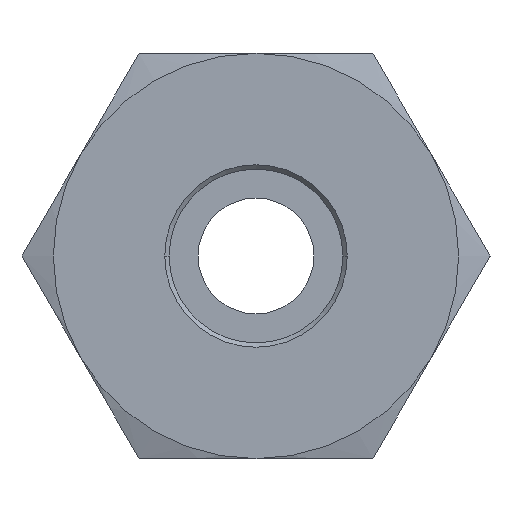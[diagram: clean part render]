
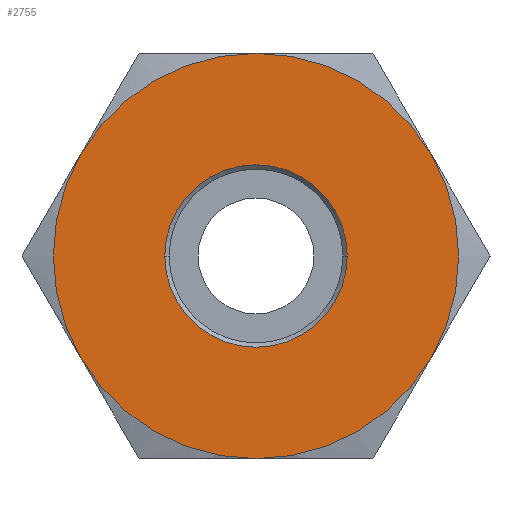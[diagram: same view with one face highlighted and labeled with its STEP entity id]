
A CAD part, left-side view. The second image highlights one B-rep face of the part: STEP entity #2755.
In plain terms, the highlighted planar face has unit normal (-1, 0, 0).
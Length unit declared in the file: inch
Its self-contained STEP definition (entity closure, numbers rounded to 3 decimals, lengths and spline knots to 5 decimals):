
#762=CARTESIAN_POINT('',(-0.88189,-0.23867,
-0.1378));
#782=CARTESIAN_POINT('',(-0.88189,0.,0.));
#783=DIRECTION('',(-1.,0.,0.));
#784=DIRECTION('',(0.,-0.866,-0.5));
#785=AXIS2_PLACEMENT_3D('',#782,#783,#784);
#787=CARTESIAN_POINT('',(-0.88189,0.,0.));
#788=DIRECTION('',(-1.,0.,0.));
#789=DIRECTION('',(0.,0.,-1.));
#790=AXIS2_PLACEMENT_3D('',#787,#788,#789);
#792=CARTESIAN_POINT('',(-0.88189,0.,0.));
#793=DIRECTION('',(-1.,0.,0.));
#794=DIRECTION('',(0.,0.866,-0.5));
#795=AXIS2_PLACEMENT_3D('',#792,#793,#794);
#797=CARTESIAN_POINT('',(-0.88189,0.,0.));
#798=DIRECTION('',(-1.,0.,0.));
#799=DIRECTION('',(0.,1.,0.));
#800=AXIS2_PLACEMENT_3D('',#797,#798,#799);
#802=CARTESIAN_POINT('',(-0.88189,0.,0.));
#803=DIRECTION('',(-1.,0.,0.));
#804=DIRECTION('',(0.,0.866,0.5));
#805=AXIS2_PLACEMENT_3D('',#802,#803,#804);
#807=CARTESIAN_POINT('',(-0.88189,0.,0.));
#808=DIRECTION('',(-1.,0.,0.));
#809=DIRECTION('',(0.,0.,1.));
#810=AXIS2_PLACEMENT_3D('',#807,#808,#809);
#812=CARTESIAN_POINT('',(-0.88189,0.,0.));
#813=DIRECTION('',(-1.,0.,0.));
#814=DIRECTION('',(0.,-0.866,0.5));
#815=AXIS2_PLACEMENT_3D('',#812,#813,#814);
#817=CARTESIAN_POINT('',(-0.88189,0.,0.));
#818=DIRECTION('',(1.,0.,0.));
#819=DIRECTION('',(0.,1.,0.));
#820=AXIS2_PLACEMENT_3D('',#817,#818,#819);
#822=CARTESIAN_POINT('',(-0.88189,0.,0.));
#823=DIRECTION('',(1.,0.,0.));
#824=DIRECTION('',(0.,-1.,0.));
#825=AXIS2_PLACEMENT_3D('',#822,#823,#824);
#837=CARTESIAN_POINT('',(-0.88189,0.,-0.27559));
#857=CARTESIAN_POINT('',(-0.88189,0.23867,
-0.1378));
#877=CARTESIAN_POINT('',(-0.88189,0.23867,
0.1378));
#887=CARTESIAN_POINT('',(-0.88189,0.,0.27559));
#907=CARTESIAN_POINT('',(-0.88189,-0.23867,
0.1378));
#1698=VERTEX_POINT('',#857);
#1706=VERTEX_POINT('',#887);
#1711=VERTEX_POINT('',#877);
#1714=VERTEX_POINT('',#907);
#1718=VERTEX_POINT('',#762);
#1721=VERTEX_POINT('',#837);
#1724=CARTESIAN_POINT('',(-0.88189,0.27559,0.));
#1725=VERTEX_POINT('',#1724);
#1730=CARTESIAN_POINT('',(-0.88189,0.12411,0.));
#1731=CARTESIAN_POINT('',(-0.88189,-0.12411,0.));
#1732=VERTEX_POINT('',#1730);
#1733=VERTEX_POINT('',#1731);
#2729=CARTESIAN_POINT('',(-0.88189,-0.1378,0.));
#2730=DIRECTION('',(-1.,0.,0.));
#2731=DIRECTION('',(0.,0.,-1.));
#2732=AXIS2_PLACEMENT_3D('',#2729,#2730,#2731);
#2733=PLANE('',#2732);
#2734=ORIENTED_EDGE('',*,*,#2716,.F.);
#2736=ORIENTED_EDGE('',*,*,#2735,.F.);
#2738=ORIENTED_EDGE('',*,*,#2737,.F.);
#2740=ORIENTED_EDGE('',*,*,#2739,.F.);
#2742=ORIENTED_EDGE('',*,*,#2741,.F.);
#2744=ORIENTED_EDGE('',*,*,#2743,.F.);
#2746=ORIENTED_EDGE('',*,*,#2745,.F.);
#2747=EDGE_LOOP('',(#2734,#2736,#2738,#2740,#2742,#2744,#2746));
#2748=FACE_OUTER_BOUND('',#2747,.F.);
#2750=ORIENTED_EDGE('',*,*,#2749,.F.);
#2752=ORIENTED_EDGE('',*,*,#2751,.F.);
#2753=EDGE_LOOP('',(#2750,#2752));
#2754=FACE_BOUND('',#2753,.F.);
#2755=ADVANCED_FACE('',(#2748,#2754),#2733,.T.);
#786=CIRCLE('',#785,0.27559);
#791=CIRCLE('',#790,0.27559);
#796=CIRCLE('',#795,0.27559);
#801=CIRCLE('',#800,0.27559);
#806=CIRCLE('',#805,0.27559);
#811=CIRCLE('',#810,0.27559);
#816=CIRCLE('',#815,0.27559);
#821=CIRCLE('',#820,0.12411);
#826=CIRCLE('',#825,0.12411);
#2716=EDGE_CURVE('',#1718,#1714,#786,.T.);
#2735=EDGE_CURVE('',#1721,#1718,#791,.T.);
#2737=EDGE_CURVE('',#1698,#1721,#796,.T.);
#2739=EDGE_CURVE('',#1725,#1698,#801,.T.);
#2741=EDGE_CURVE('',#1711,#1725,#806,.T.);
#2743=EDGE_CURVE('',#1706,#1711,#811,.T.);
#2745=EDGE_CURVE('',#1714,#1706,#816,.T.);
#2749=EDGE_CURVE('',#1732,#1733,#821,.T.);
#2751=EDGE_CURVE('',#1733,#1732,#826,.T.);
